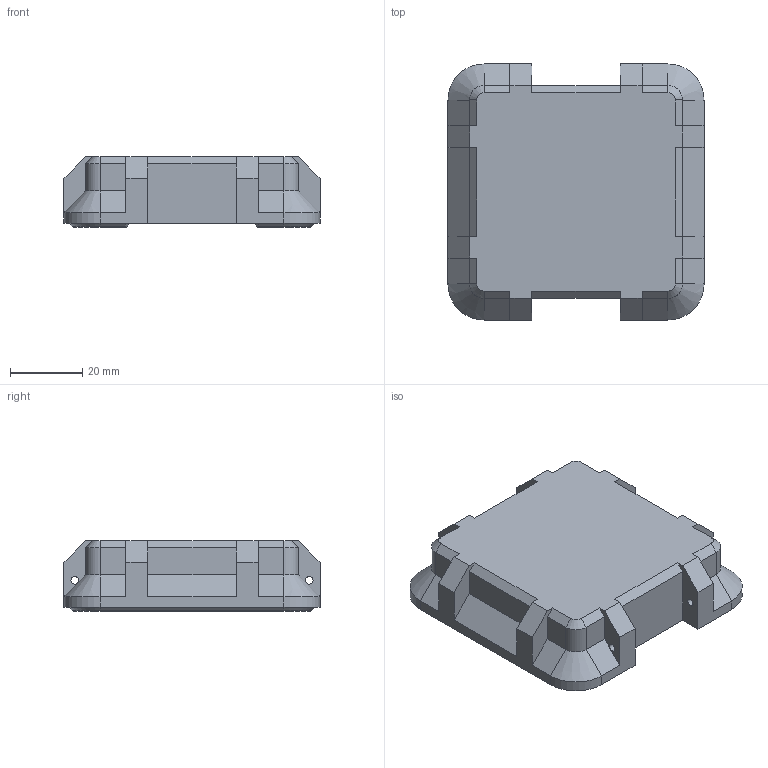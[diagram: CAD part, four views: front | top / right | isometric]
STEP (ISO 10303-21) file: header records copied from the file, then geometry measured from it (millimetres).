
FILE_DESCRIPTION(/* description */ (''),/* implementation_level */ '2;1');
FILE_NAME(/* name */ 'TOP.step',/* time_stamp */ '2024-06-24T13:08:28+01:00',/* author */ (''),/* organization */ (''),/* preprocessor_version */ 'ST-DEVELOPER v20',/* originating_system */ 'Autodesk Translation Framework v13.14.0.145',/* authorisation */ '');
FILE_SCHEMA (('AUTOMOTIVE_DESIGN { 1 0 10303 214 3 1 1 }'));
Length unit declared in the file: millimetre
Products named in the file (1): LightBox
Bounding box: 71 x 71 x 19.59 mm (x, y, z)
Volume: 56444.5 mm3; surface area: 15859.6 mm2
Topology: 1 solids, 1 shells, 147 faces, 375 edges, 234 vertices
Faces by surface type: plane 100, cylinder 23, cone 20, torus 4
Full cylindrical faces by diameter (mm): 2.1 x4, 52.45 x1
Entity records: 4418 total; most frequent: CARTESIAN_POINT 757, ORIENTED_EDGE 750, DIRECTION 745, EDGE_CURVE 375, LINE 301, VECTOR 301, VERTEX_POINT 234, AXIS2_PLACEMENT_3D 222
